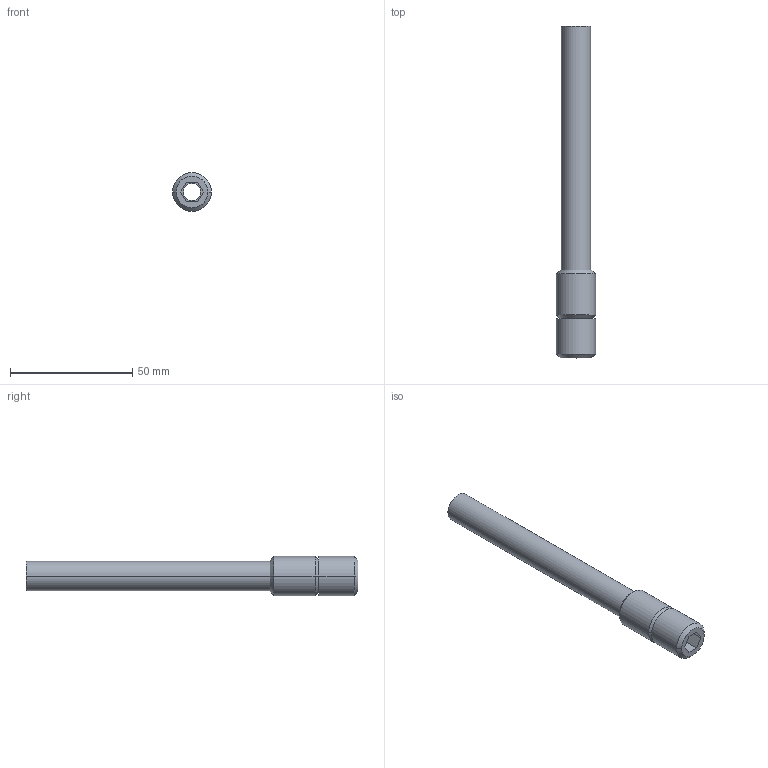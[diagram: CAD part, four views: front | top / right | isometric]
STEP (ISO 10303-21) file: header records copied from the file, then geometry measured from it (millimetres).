
FILE_DESCRIPTION((''),'2;1');
FILE_NAME('2RPHL16_G__BO0','2019-10-29T16:16:05',('kim.bk'),(''),'CREO PARAMETRIC BY PTC INC, 2019010','CREO PARAMETRIC BY PTC INC, 2019010','');
FILE_SCHEMA(('CONFIG_CONTROL_DESIGN'));
Length unit declared in the file: millimetre
Products named in the file (1): 2RPHL16_G__BO0
Bounding box: 16 x 136 x 16 mm (x, y, z)
Volume: 12784.7 mm3; surface area: 9417.8 mm2
Topology: 2 solids, 2 shells, 41 faces, 90 edges, 58 vertices
Faces by surface type: plane 21, cylinder 10, cone 10
Entity records: 1174 total; most frequent: DIRECTION 206, CARTESIAN_POINT 189, ORIENTED_EDGE 180, EDGE_CURVE 90, AXIS2_PLACEMENT_3D 75, VERTEX_POINT 58, VECTOR 56, LINE 56
